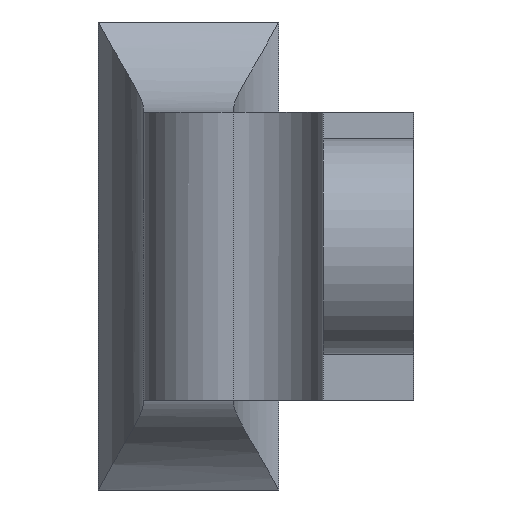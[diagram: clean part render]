
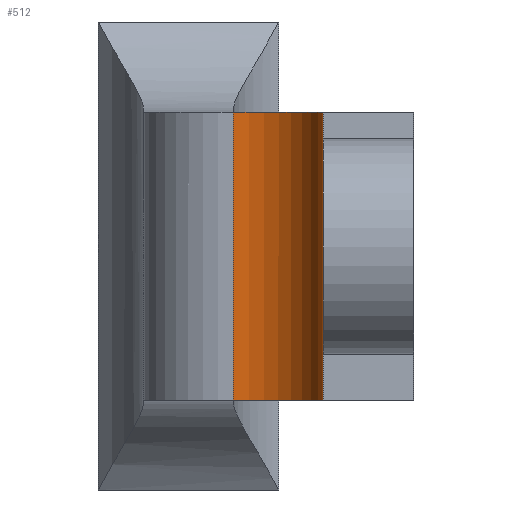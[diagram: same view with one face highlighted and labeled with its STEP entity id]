
A CAD part, left-side view. The second image highlights one B-rep face of the part: STEP entity #512.
In plain terms, the highlighted cylindrical face has radius 10 mm (diameter 20 mm), a partial arc.
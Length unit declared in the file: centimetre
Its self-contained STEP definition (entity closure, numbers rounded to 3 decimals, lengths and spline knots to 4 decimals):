
#53=FACE_OUTER_BOUND('',#83,.T.);
#83=EDGE_LOOP('',(#363,#364,#365,#366));
#131=LINE('',#784,#173);
#132=LINE('',#787,#174);
#173=VECTOR('',#624,1.);
#174=VECTOR('',#627,1.);
#211=CIRCLE('',#548,1.);
#212=CIRCLE('',#550,1.);
#237=VERTEX_POINT('',#773);
#238=VERTEX_POINT('',#775);
#241=VERTEX_POINT('',#783);
#242=VERTEX_POINT('',#785);
#286=EDGE_CURVE('',#238,#237,#211,.T.);
#290=EDGE_CURVE('',#241,#237,#131,.T.);
#291=EDGE_CURVE('',#241,#242,#212,.T.);
#292=EDGE_CURVE('',#242,#238,#132,.T.);
#363=ORIENTED_EDGE('',*,*,#286,.T.);
#364=ORIENTED_EDGE('',*,*,#290,.F.);
#365=ORIENTED_EDGE('',*,*,#291,.T.);
#366=ORIENTED_EDGE('',*,*,#292,.T.);
#494=CYLINDRICAL_SURFACE('',#549,1.);
#512=ADVANCED_FACE('',(#53),#494,.F.);
#548=AXIS2_PLACEMENT_3D('',#776,#617,#618);
#549=AXIS2_PLACEMENT_3D('',#782,#622,#623);
#550=AXIS2_PLACEMENT_3D('',#786,#625,#626);
#617=DIRECTION('center_axis',(0.,0.,1.));
#618=DIRECTION('ref_axis',(0.707,-0.707,0.));
#622=DIRECTION('center_axis',(0.,0.,-1.));
#623=DIRECTION('ref_axis',(0.707,-0.707,0.));
#624=DIRECTION('',(0.,0.,1.));
#625=DIRECTION('center_axis',(0.,0.,-1.));
#626=DIRECTION('ref_axis',(0.707,-0.707,0.));
#627=DIRECTION('',(0.,0.,1.));
#773=CARTESIAN_POINT('',(3.7,2.,1.5));
#775=CARTESIAN_POINT('',(2.7,1.,1.5));
#776=CARTESIAN_POINT('Origin',(2.7,2.,1.5));
#782=CARTESIAN_POINT('Origin',(2.7,2.,-0.9));
#783=CARTESIAN_POINT('',(3.7,2.,-1.7));
#784=CARTESIAN_POINT('',(3.7,2.,-0.9));
#785=CARTESIAN_POINT('',(2.7,1.,-1.7));
#786=CARTESIAN_POINT('Origin',(2.7,2.,-1.7));
#787=CARTESIAN_POINT('',(2.7,1.,-0.9));
